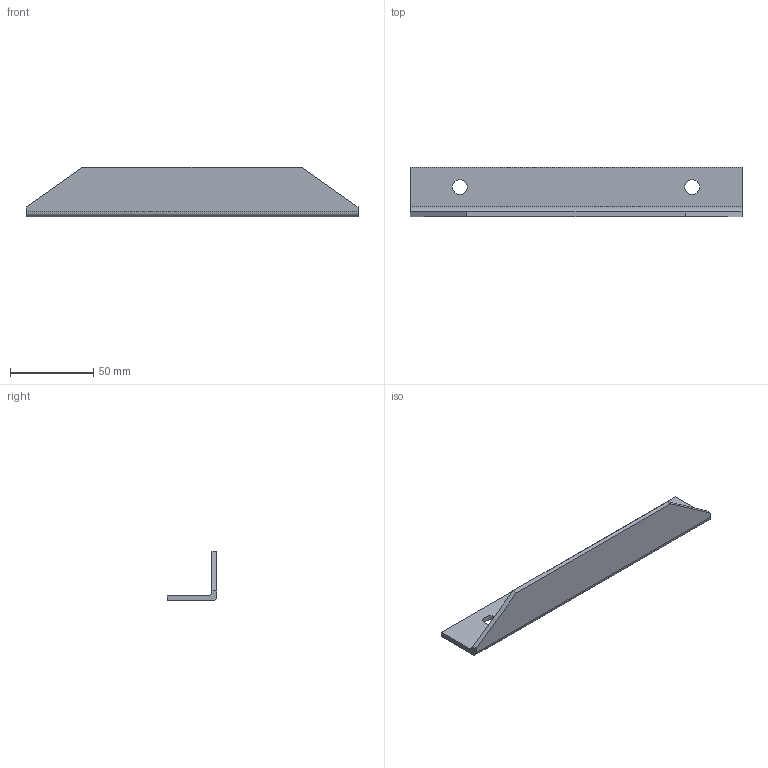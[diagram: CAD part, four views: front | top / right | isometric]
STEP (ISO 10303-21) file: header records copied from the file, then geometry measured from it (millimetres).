
FILE_DESCRIPTION(('CATIA V5 STEP Exchange'),'2;1');
FILE_NAME('Equerre.stp','2023-08-29T16:48:24+00:00',('none'),('none'),'CATIA Version 5 Release 19 SP 2 (IN-10)','CATIA V5 STEP AP203','none');
FILE_SCHEMA(('CONFIG_CONTROL_DESIGN'));
Length unit declared in the file: millimetre
Products named in the file (1): Equerre
Bounding box: 200 x 30 x 30 mm (x, y, z)
Volume: 31350.5 mm3; surface area: 21998.3 mm2
Topology: 1 solids, 1 shells, 16 faces, 40 edges, 26 vertices
Faces by surface type: plane 10, cylinder 6
Entity records: 508 total; most frequent: CARTESIAN_POINT 81, ORIENTED_EDGE 80, DIRECTION 68, EDGE_CURVE 40, VECTOR 28, LINE 28, AXIS2_PLACEMENT_3D 27, VERTEX_POINT 26
